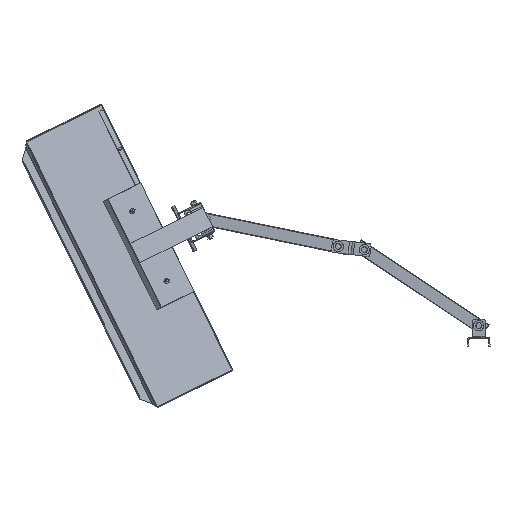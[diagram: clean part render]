
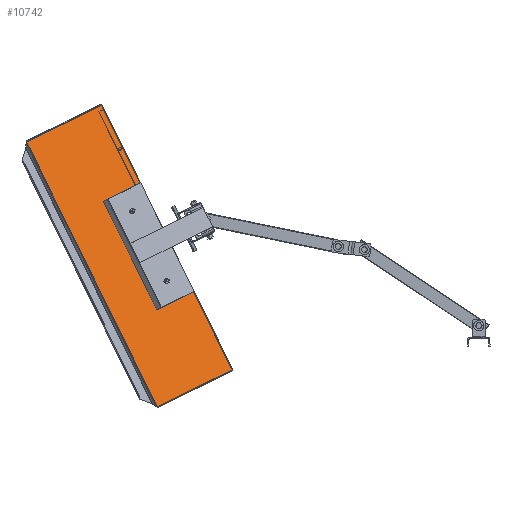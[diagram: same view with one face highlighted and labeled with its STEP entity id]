
A CAD part, left-side view. The second image highlights one B-rep face of the part: STEP entity #10742.
In plain terms, the highlighted face is planar.
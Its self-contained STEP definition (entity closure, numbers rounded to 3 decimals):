
#418=FACE_BOUND('',#2064,.T.);
#419=FACE_BOUND('',#2065,.T.);
#664=PLANE('',#12355);
#1337=FACE_OUTER_BOUND('',#2063,.T.);
#2063=EDGE_LOOP('',(#9228,#9229,#9230,#9231));
#2064=EDGE_LOOP('',(#9232));
#2065=EDGE_LOOP('',(#9233));
#2911=LINE('',#19279,#3859);
#2916=LINE('',#19297,#3864);
#2917=LINE('',#19299,#3865);
#2918=LINE('',#19300,#3866);
#3859=VECTOR('',#15104,684.);
#3864=VECTOR('',#15121,206.);
#3865=VECTOR('',#15122,684.);
#3866=VECTOR('',#15123,206.);
#4559=CIRCLE('',#12343,5.331);
#4561=CIRCLE('',#12346,5.331);
#5321=VERTEX_POINT('',#19263);
#5323=VERTEX_POINT('',#19269);
#5326=VERTEX_POINT('',#19276);
#5327=VERTEX_POINT('',#19278);
#5334=VERTEX_POINT('',#19296);
#5335=VERTEX_POINT('',#19298);
#6658=EDGE_CURVE('',#5321,#5321,#4559,.T.);
#6661=EDGE_CURVE('',#5323,#5323,#4561,.T.);
#6665=EDGE_CURVE('',#5326,#5327,#2911,.T.);
#6674=EDGE_CURVE('',#5334,#5326,#2916,.T.);
#6675=EDGE_CURVE('',#5335,#5334,#2917,.T.);
#6676=EDGE_CURVE('',#5327,#5335,#2918,.T.);
#9228=ORIENTED_EDGE('',*,*,#6665,.F.);
#9229=ORIENTED_EDGE('',*,*,#6674,.F.);
#9230=ORIENTED_EDGE('',*,*,#6675,.F.);
#9231=ORIENTED_EDGE('',*,*,#6676,.F.);
#9232=ORIENTED_EDGE('',*,*,#6661,.T.);
#9233=ORIENTED_EDGE('',*,*,#6658,.T.);
#10742=ADVANCED_FACE('',(#1337,#418,#419),#664,.T.);
#12343=AXIS2_PLACEMENT_3D('',#19264,#15088,#15089);
#12346=AXIS2_PLACEMENT_3D('',#19270,#15095,#15096);
#12355=AXIS2_PLACEMENT_3D('',#19295,#15119,#15120);
#15088=DIRECTION('center_axis',(0.94,-0.145,0.31));
#15089=DIRECTION('ref_axis',(-0.342,-0.397,0.852));
#15095=DIRECTION('center_axis',(0.94,-0.145,0.31));
#15096=DIRECTION('ref_axis',(-0.342,-0.397,0.852));
#15104=DIRECTION('',(0.,-0.906,-0.423));
#15119=DIRECTION('center_axis',(-0.94,0.145,-0.31));
#15120=DIRECTION('ref_axis',(-0.313,0.,0.95));
#15121=DIRECTION('',(-0.342,-0.397,0.852));
#15122=DIRECTION('',(0.,0.906,0.423));
#15123=DIRECTION('',(0.342,0.397,-0.852));
#19263=CARTESIAN_POINT('',(-329.327,161.343,493.763));
#19264=CARTESIAN_POINT('Origin',(-327.843,165.873,491.378));
#19269=CARTESIAN_POINT('',(-329.327,-1.793,417.692));
#19270=CARTESIAN_POINT('Origin',(-327.843,2.738,415.307));
#19276=CARTESIAN_POINT('',(-381.199,332.31,730.735));
#19278=CARTESIAN_POINT('',(-381.199,-287.604,441.664));
#19279=CARTESIAN_POINT('',(-381.199,332.31,730.735));
#19295=CARTESIAN_POINT('Origin',(-381.883,-290.211,442.522));
#19296=CARTESIAN_POINT('',(-310.742,414.119,555.295));
#19297=CARTESIAN_POINT('',(-310.742,414.119,555.295));
#19298=CARTESIAN_POINT('',(-310.742,-205.795,266.224));
#19299=CARTESIAN_POINT('',(-310.742,-205.795,266.224));
#19300=CARTESIAN_POINT('',(-381.199,-287.604,441.664));
